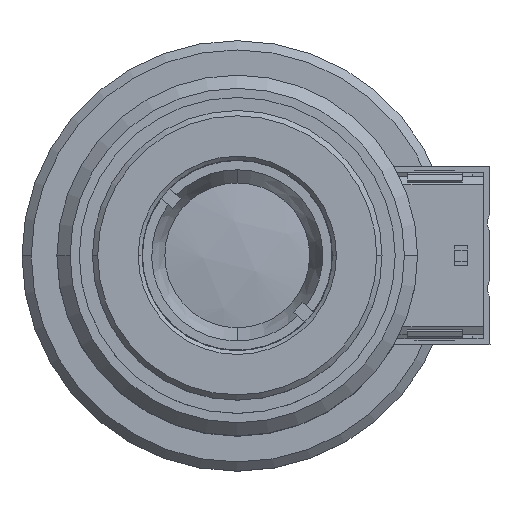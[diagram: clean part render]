
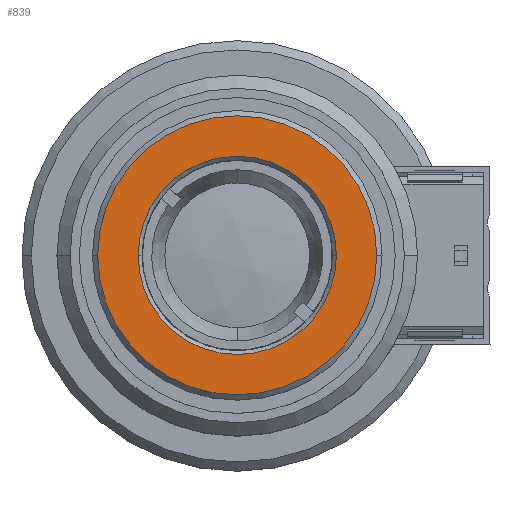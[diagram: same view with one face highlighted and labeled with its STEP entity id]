
A CAD part, top view. The second image highlights one B-rep face of the part: STEP entity #839.
In plain terms, the highlighted planar face has unit normal (0, 0, 1).
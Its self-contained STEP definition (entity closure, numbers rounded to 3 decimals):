
#514 = DIRECTION ( 'NONE',  ( 0., 0., -1. ) ) ;
#622 = ORIENTED_EDGE ( 'NONE', *, *, #2075, .F. ) ;
#839 = ADVANCED_FACE ( 'NONE', ( #7278, #7347 ), #11824, .F. ) ;
#848 = VERTEX_POINT ( 'NONE', #13129 ) ;
#1247 = EDGE_LOOP ( 'NONE', ( #11039, #10735 ) ) ;
#1261 = CARTESIAN_POINT ( 'NONE',  ( 4.898, 5.719, 30.951 ) ) ;
#2075 = EDGE_CURVE ( 'NONE', #12611, #7906, #9370, .T. ) ;
#2297 = DIRECTION ( 'NONE',  ( 0., 0., -1. ) ) ;
#2476 = AXIS2_PLACEMENT_3D ( 'NONE', #9700, #10005, #5243 ) ;
#2533 = AXIS2_PLACEMENT_3D ( 'NONE', #1261, #2297, #5368 ) ;
#3966 = CARTESIAN_POINT ( 'NONE',  ( 0., 0., 30.951 ) ) ;
#4002 = CARTESIAN_POINT ( 'NONE',  ( 7.529, 0., 30.951 ) ) ;
#4224 = CARTESIAN_POINT ( 'NONE',  ( -10.6, 0., 30.951 ) ) ;
#5090 = DIRECTION ( 'NONE',  ( 1., 0., 0. ) ) ;
#5153 = EDGE_CURVE ( 'NONE', #848, #8723, #7114, .T. ) ;
#5243 = DIRECTION ( 'NONE',  ( 1., 0., 0. ) ) ;
#5368 = DIRECTION ( 'NONE',  ( -1., 0., 0. ) ) ;
#5428 = EDGE_CURVE ( 'NONE', #7906, #12611, #6881, .T. ) ;
#5669 = AXIS2_PLACEMENT_3D ( 'NONE', #8211, #13898, #11735 ) ;
#6169 = CARTESIAN_POINT ( 'NONE',  ( 0., 0., 30.951 ) ) ;
#6603 = CIRCLE ( 'NONE', #5669, 10.6 ) ;
#6881 = CIRCLE ( 'NONE', #2476, 7.529 ) ;
#7114 = CIRCLE ( 'NONE', #9446, 10.6 ) ;
#7248 = DIRECTION ( 'NONE',  ( -1., 0., 0. ) ) ;
#7278 = FACE_OUTER_BOUND ( 'NONE', #1247, .T. ) ;
#7347 = FACE_BOUND ( 'NONE', #8173, .T. ) ;
#7906 = VERTEX_POINT ( 'NONE', #4002 ) ;
#8173 = EDGE_LOOP ( 'NONE', ( #13454, #622 ) ) ;
#8211 = CARTESIAN_POINT ( 'NONE',  ( 0., 0., 30.951 ) ) ;
#8723 = VERTEX_POINT ( 'NONE', #4224 ) ;
#9370 = CIRCLE ( 'NONE', #13111, 7.529 ) ;
#9394 = CARTESIAN_POINT ( 'NONE',  ( -7.529, 0., 30.951 ) ) ;
#9446 = AXIS2_PLACEMENT_3D ( 'NONE', #3966, #514, #7248 ) ;
#9700 = CARTESIAN_POINT ( 'NONE',  ( 0., 0., 30.951 ) ) ;
#10005 = DIRECTION ( 'NONE',  ( 0., 0., 1. ) ) ;
#10657 = DIRECTION ( 'NONE',  ( 0., 0., 1. ) ) ;
#10735 = ORIENTED_EDGE ( 'NONE', *, *, #5153, .F. ) ;
#11039 = ORIENTED_EDGE ( 'NONE', *, *, #12943, .F. ) ;
#11735 = DIRECTION ( 'NONE',  ( -1., 0., 0. ) ) ;
#11824 = PLANE ( 'NONE',  #2533 ) ;
#12611 = VERTEX_POINT ( 'NONE', #9394 ) ;
#12943 = EDGE_CURVE ( 'NONE', #8723, #848, #6603, .T. ) ;
#13111 = AXIS2_PLACEMENT_3D ( 'NONE', #6169, #10657, #5090 ) ;
#13129 = CARTESIAN_POINT ( 'NONE',  ( 10.6, 0., 30.951 ) ) ;
#13454 = ORIENTED_EDGE ( 'NONE', *, *, #5428, .F. ) ;
#13898 = DIRECTION ( 'NONE',  ( 0., 0., -1. ) ) ;
